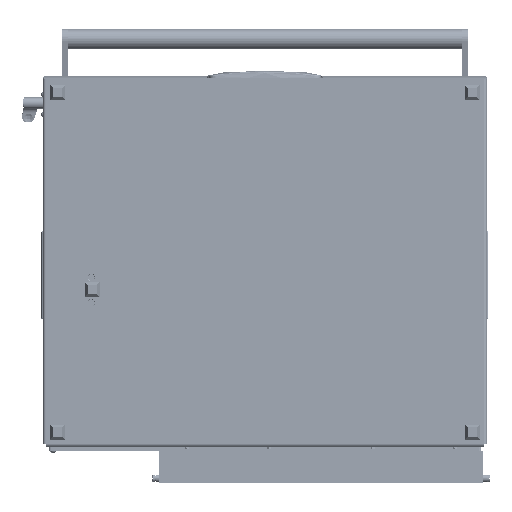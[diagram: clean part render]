
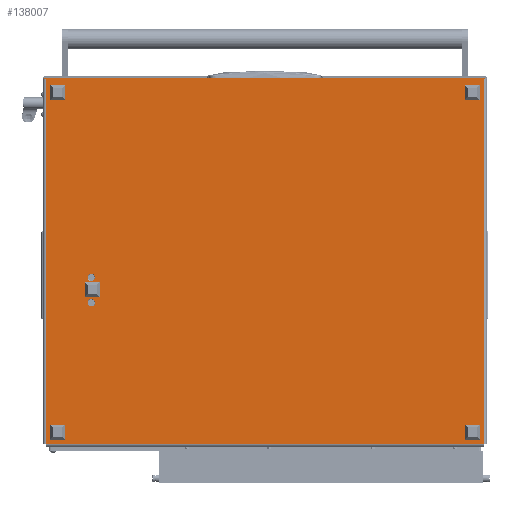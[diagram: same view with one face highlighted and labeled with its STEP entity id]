
A CAD part, front view. The second image highlights one B-rep face of the part: STEP entity #138007.
In plain terms, the highlighted face is planar.
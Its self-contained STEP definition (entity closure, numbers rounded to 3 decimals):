
#279 = EDGE_CURVE ( 'NONE', #215011, #212650, #136332, .T. ) ;
#8721 = ORIENTED_EDGE ( 'NONE', *, *, #21254, .T. ) ;
#8795 = AXIS2_PLACEMENT_3D ( 'NONE', #116214, #117737, #27831 ) ;
#10837 = CARTESIAN_POINT ( 'NONE',  ( 506., 608., 0. ) ) ;
#14191 = DIRECTION ( 'NONE',  ( -1., 0., 0. ) ) ;
#15931 = DIRECTION ( 'NONE',  ( -1., 0., 0. ) ) ;
#16526 = ORIENTED_EDGE ( 'NONE', *, *, #29028, .T. ) ;
#17159 = LINE ( 'NONE', #157895, #73490 ) ;
#21254 = EDGE_CURVE ( 'NONE', #157613, #188077, #95627, .T. ) ;
#23335 = EDGE_CURVE ( 'NONE', #81685, #102543, #34945, .T. ) ;
#24929 = CARTESIAN_POINT ( 'NONE',  ( 0., -2., 0. ) ) ;
#25197 = DIRECTION ( 'NONE',  ( -1., 0., 0. ) ) ;
#27831 = DIRECTION ( 'NONE',  ( -1., 0., 0. ) ) ;
#28391 = ORIENTED_EDGE ( 'NONE', *, *, #126203, .T. ) ;
#28754 = AXIS2_PLACEMENT_3D ( 'NONE', #229854, #178992, #14191 ) ;
#28864 = CARTESIAN_POINT ( 'NONE',  ( 269.8, 545., 0. ) ) ;
#29028 = EDGE_CURVE ( 'NONE', #188077, #113650, #173505, .T. ) ;
#29056 = DIRECTION ( 'NONE',  ( 0., -1., 0. ) ) ;
#29980 = LINE ( 'NONE', #222784, #179328 ) ;
#34945 = CIRCLE ( 'NONE', #59826, 5.2 ) ;
#36423 = VERTEX_POINT ( 'NONE', #154879 ) ;
#36661 = VERTEX_POINT ( 'NONE', #141121 ) ;
#42389 = VECTOR ( 'NONE', #25197, 1000. ) ;
#42724 = ORIENTED_EDGE ( 'NONE', *, *, #130345, .F. ) ;
#44387 = CARTESIAN_POINT ( 'NONE',  ( 0., 0., 0. ) ) ;
#45392 = CARTESIAN_POINT ( 'NONE',  ( 280.2, 545., 0. ) ) ;
#45971 = PLANE ( 'NONE',  #8795 ) ;
#50766 = LINE ( 'NONE', #60640, #42389 ) ;
#51677 = CARTESIAN_POINT ( 'NONE',  ( 0., 608., 0. ) ) ;
#56532 = ORIENTED_EDGE ( 'NONE', *, *, #23335, .F. ) ;
#56629 = ORIENTED_EDGE ( 'NONE', *, *, #90786, .F. ) ;
#59826 = AXIS2_PLACEMENT_3D ( 'NONE', #204121, #184978, #183435 ) ;
#60640 = CARTESIAN_POINT ( 'NONE',  ( 0., 608., 0. ) ) ;
#64071 = VECTOR ( 'NONE', #101204, 1000. ) ;
#67102 = CARTESIAN_POINT ( 'NONE',  ( -2., 610., 0. ) ) ;
#67139 = CARTESIAN_POINT ( 'NONE',  ( 506., 608., 0. ) ) ;
#73490 = VECTOR ( 'NONE', #156320, 1000. ) ;
#76853 = CARTESIAN_POINT ( 'NONE',  ( -2., -2., 0. ) ) ;
#81685 = VERTEX_POINT ( 'NONE', #28864 ) ;
#83957 = EDGE_CURVE ( 'NONE', #113650, #36423, #198369, .T. ) ;
#84008 = DIRECTION ( 'NONE',  ( -1., 0., 0. ) ) ;
#88669 = EDGE_CURVE ( 'NONE', #108385, #36423, #17159, .T. ) ;
#90786 = EDGE_CURVE ( 'NONE', #227929, #36661, #199775, .T. ) ;
#90843 = VECTOR ( 'NONE', #29056, 1000. ) ;
#92050 = CARTESIAN_POINT ( 'NONE',  ( 315.2, 545., 0. ) ) ;
#95627 = LINE ( 'NONE', #176868, #129553 ) ;
#97689 = DIRECTION ( 'NONE',  ( 0., 0., -1. ) ) ;
#98377 = FACE_BOUND ( 'NONE', #101214, .T. ) ;
#99689 = CIRCLE ( 'NONE', #168812, 5.2 ) ;
#101204 = DIRECTION ( 'NONE',  ( 1., 0., 0. ) ) ;
#101214 = EDGE_LOOP ( 'NONE', ( #56532, #42724 ) ) ;
#102543 = VERTEX_POINT ( 'NONE', #45392 ) ;
#104815 = ORIENTED_EDGE ( 'NONE', *, *, #83957, .T. ) ;
#108385 = VERTEX_POINT ( 'NONE', #51677 ) ;
#110534 = LINE ( 'NONE', #10837, #90843 ) ;
#111499 = EDGE_CURVE ( 'NONE', #135077, #108385, #50766, .T. ) ;
#112366 = FACE_OUTER_BOUND ( 'NONE', #217739, .T. ) ;
#112464 = CIRCLE ( 'NONE', #117879, 5.2 ) ;
#113650 = VERTEX_POINT ( 'NONE', #67102 ) ;
#113696 = VECTOR ( 'NONE', #171609, 1000. ) ;
#116214 = CARTESIAN_POINT ( 'NONE',  ( 0., 608., 0. ) ) ;
#117737 = DIRECTION ( 'NONE',  ( 0., 0., -1. ) ) ;
#117879 = AXIS2_PLACEMENT_3D ( 'NONE', #192094, #172339, #84008 ) ;
#119855 = VECTOR ( 'NONE', #219517, 1000. ) ;
#125346 = ORIENTED_EDGE ( 'NONE', *, *, #279, .F. ) ;
#126203 = EDGE_CURVE ( 'NONE', #135077, #36661, #110534, .T. ) ;
#129553 = VECTOR ( 'NONE', #15931, 1000. ) ;
#130345 = EDGE_CURVE ( 'NONE', #102543, #81685, #99689, .T. ) ;
#135077 = VERTEX_POINT ( 'NONE', #67139 ) ;
#136332 = CIRCLE ( 'NONE', #28754, 5.2 ) ;
#136836 = CARTESIAN_POINT ( 'NONE',  ( 0., 0., 0. ) ) ;
#138007 = ADVANCED_FACE ( 'NONE', ( #98377, #160291, #112366 ), #45971, .T. ) ;
#141121 = CARTESIAN_POINT ( 'NONE',  ( 506., 0., 0. ) ) ;
#145707 = EDGE_CURVE ( 'NONE', #157613, #227929, #29980, .T. ) ;
#150100 = ORIENTED_EDGE ( 'NONE', *, *, #154522, .F. ) ;
#151932 = CARTESIAN_POINT ( 'NONE',  ( 0., 610., 0. ) ) ;
#152073 = DIRECTION ( 'NONE',  ( -1., 0., 0. ) ) ;
#154522 = EDGE_CURVE ( 'NONE', #212650, #215011, #112464, .T. ) ;
#154879 = CARTESIAN_POINT ( 'NONE',  ( 0., 610., 0. ) ) ;
#156320 = DIRECTION ( 'NONE',  ( 0., 1., 0. ) ) ;
#157613 = VERTEX_POINT ( 'NONE', #24929 ) ;
#157895 = CARTESIAN_POINT ( 'NONE',  ( 0., -4., 0. ) ) ;
#160291 = FACE_BOUND ( 'NONE', #217650, .T. ) ;
#164007 = ORIENTED_EDGE ( 'NONE', *, *, #145707, .F. ) ;
#164761 = CARTESIAN_POINT ( 'NONE',  ( 304.8, 545., 0. ) ) ;
#166887 = ORIENTED_EDGE ( 'NONE', *, *, #88669, .F. ) ;
#168812 = AXIS2_PLACEMENT_3D ( 'NONE', #226445, #97689, #152073 ) ;
#171609 = DIRECTION ( 'NONE',  ( 1., 0., 0. ) ) ;
#172339 = DIRECTION ( 'NONE',  ( 0., 0., -1. ) ) ;
#173505 = LINE ( 'NONE', #198031, #119855 ) ;
#176868 = CARTESIAN_POINT ( 'NONE',  ( 0., -2., 0. ) ) ;
#178992 = DIRECTION ( 'NONE',  ( 0., 0., -1. ) ) ;
#179328 = VECTOR ( 'NONE', #188555, 1000. ) ;
#183435 = DIRECTION ( 'NONE',  ( -1., 0., 0. ) ) ;
#184978 = DIRECTION ( 'NONE',  ( 0., 0., -1. ) ) ;
#188077 = VERTEX_POINT ( 'NONE', #76853 ) ;
#188555 = DIRECTION ( 'NONE',  ( 0., 1., 0. ) ) ;
#192094 = CARTESIAN_POINT ( 'NONE',  ( 310., 545., 0. ) ) ;
#198031 = CARTESIAN_POINT ( 'NONE',  ( -2., -4., 0. ) ) ;
#198369 = LINE ( 'NONE', #151932, #113696 ) ;
#199775 = LINE ( 'NONE', #44387, #64071 ) ;
#204121 = CARTESIAN_POINT ( 'NONE',  ( 275., 545., 0. ) ) ;
#212650 = VERTEX_POINT ( 'NONE', #164761 ) ;
#215011 = VERTEX_POINT ( 'NONE', #92050 ) ;
#217650 = EDGE_LOOP ( 'NONE', ( #150100, #125346 ) ) ;
#217739 = EDGE_LOOP ( 'NONE', ( #164007, #8721, #16526, #104815, #166887, #226120, #28391, #56629 ) ) ;
#219517 = DIRECTION ( 'NONE',  ( 0., 1., 0. ) ) ;
#222784 = CARTESIAN_POINT ( 'NONE',  ( 0., -4., 0. ) ) ;
#226120 = ORIENTED_EDGE ( 'NONE', *, *, #111499, .F. ) ;
#226445 = CARTESIAN_POINT ( 'NONE',  ( 275., 545., 0. ) ) ;
#227929 = VERTEX_POINT ( 'NONE', #136836 ) ;
#229854 = CARTESIAN_POINT ( 'NONE',  ( 310., 545., 0. ) ) ;
